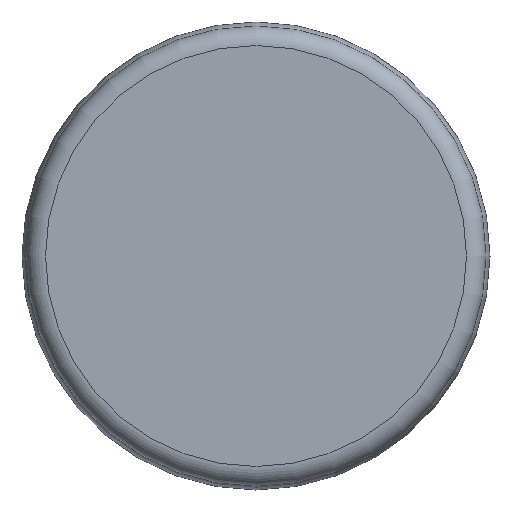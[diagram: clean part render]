
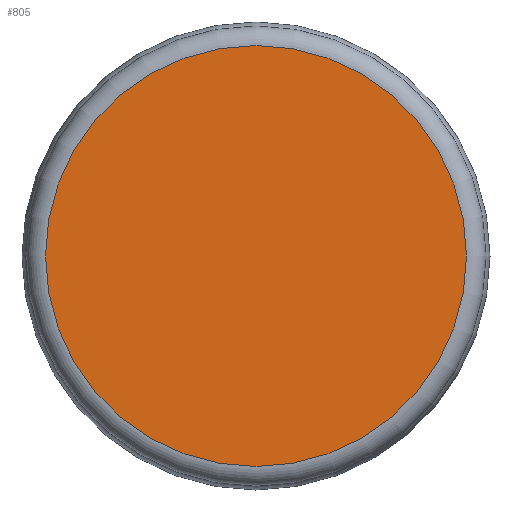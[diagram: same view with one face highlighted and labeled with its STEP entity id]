
A CAD part, front view. The second image highlights one B-rep face of the part: STEP entity #805.
In plain terms, the highlighted planar face has unit normal (0, -1, 0).
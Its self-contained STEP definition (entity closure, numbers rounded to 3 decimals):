
#58=PLANE('',#938);
#106=FACE_OUTER_BOUND('',#155,.T.);
#155=EDGE_LOOP('',(#700,#701));
#288=CIRCLE('',#935,10.795);
#289=CIRCLE('',#936,10.795);
#363=VERTEX_POINT('',#1451);
#364=VERTEX_POINT('',#1452);
#475=EDGE_CURVE('',#363,#364,#288,.T.);
#476=EDGE_CURVE('',#364,#363,#289,.T.);
#700=ORIENTED_EDGE('',*,*,#475,.T.);
#701=ORIENTED_EDGE('',*,*,#476,.T.);
#805=ADVANCED_FACE('',(#106),#58,.T.);
#935=AXIS2_PLACEMENT_3D('',#1453,#1191,#1192);
#936=AXIS2_PLACEMENT_3D('',#1454,#1193,#1194);
#938=AXIS2_PLACEMENT_3D('',#1456,#1197,#1198);
#1191=DIRECTION('center_axis',(0.,-1.,0.));
#1192=DIRECTION('ref_axis',(1.,0.,0.));
#1193=DIRECTION('center_axis',(0.,-1.,0.));
#1194=DIRECTION('ref_axis',(1.,0.,0.));
#1197=DIRECTION('center_axis',(0.,-1.,0.));
#1198=DIRECTION('ref_axis',(0.,0.,-1.));
#1451=CARTESIAN_POINT('',(10.795,0.,0.));
#1452=CARTESIAN_POINT('',(0.,0.,10.795));
#1453=CARTESIAN_POINT('Origin',(0.,0.,0.));
#1454=CARTESIAN_POINT('Origin',(0.,0.,0.));
#1456=CARTESIAN_POINT('Origin',(5.397,0.,0.));
